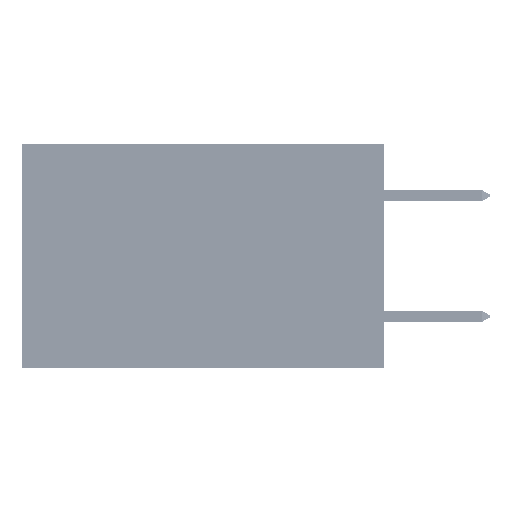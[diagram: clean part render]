
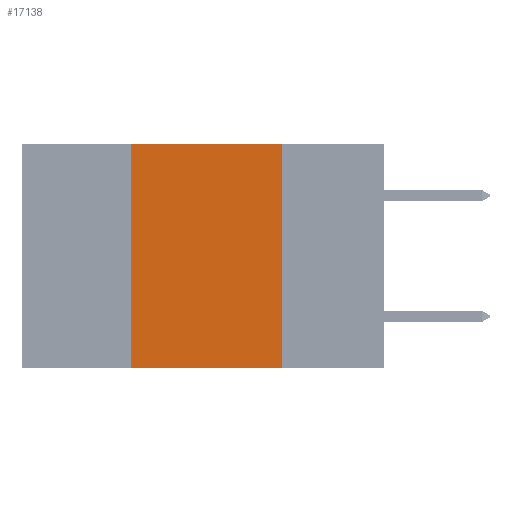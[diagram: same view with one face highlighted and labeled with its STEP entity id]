
A CAD part, left-side view. The second image highlights one B-rep face of the part: STEP entity #17138.
In plain terms, the highlighted planar face has unit normal (-1, 0, 0).
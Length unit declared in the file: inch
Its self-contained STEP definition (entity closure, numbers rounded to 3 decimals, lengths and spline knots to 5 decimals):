
#2316 = VERTEX_POINT ( 'NONE', #46346 ) ;
#3107 = CARTESIAN_POINT ( 'NONE',  ( 0., 0.17, -0.37 ) ) ;
#6438 = LINE ( 'NONE', #46568, #18779 ) ;
#6938 = EDGE_LOOP ( 'NONE', ( #7459, #31714, #29065, #20417 ) ) ;
#7355 = DIRECTION ( 'NONE',  ( 0., -1., 0. ) ) ;
#7459 = ORIENTED_EDGE ( 'NONE', *, *, #10384, .F. ) ;
#7929 = VERTEX_POINT ( 'NONE', #10875 ) ;
#9051 = DIRECTION ( 'NONE',  ( 0., 0., 1. ) ) ;
#9541 = PLANE ( 'NONE',  #21317 ) ;
#10384 = EDGE_CURVE ( 'NONE', #39818, #27518, #6438, .T. ) ;
#10875 = CARTESIAN_POINT ( 'NONE',  ( 0., 0.42, -0.37 ) ) ;
#11606 = CARTESIAN_POINT ( 'NONE',  ( 0., 0.6, -0.37 ) ) ;
#16849 = CARTESIAN_POINT ( 'NONE',  ( 0., 0.6, 0. ) ) ;
#17138 = ADVANCED_FACE ( 'NONE', ( #27469 ), #9541, .F. ) ;
#17291 = DIRECTION ( 'NONE',  ( 0., 0., -1. ) ) ;
#17719 = DIRECTION ( 'NONE',  ( 1., 0., 0. ) ) ;
#18779 = VECTOR ( 'NONE', #17291, 39.37008 ) ;
#20417 = ORIENTED_EDGE ( 'NONE', *, *, #27678, .T. ) ;
#21317 = AXIS2_PLACEMENT_3D ( 'NONE', #16849, #17719, #32101 ) ;
#22149 = LINE ( 'NONE', #22381, #24745 ) ;
#22381 = CARTESIAN_POINT ( 'NONE',  ( 0., 0.6, 0. ) ) ;
#24079 = CARTESIAN_POINT ( 'NONE',  ( 0., 0.17, 0. ) ) ;
#24745 = VECTOR ( 'NONE', #25918, 39.37008 ) ;
#25918 = DIRECTION ( 'NONE',  ( 0., -1., 0. ) ) ;
#27469 = FACE_OUTER_BOUND ( 'NONE', #6938, .T. ) ;
#27518 = VERTEX_POINT ( 'NONE', #3107 ) ;
#27678 = EDGE_CURVE ( 'NONE', #7929, #27518, #32612, .T. ) ;
#29065 = ORIENTED_EDGE ( 'NONE', *, *, #33661, .F. ) ;
#31714 = ORIENTED_EDGE ( 'NONE', *, *, #43931, .F. ) ;
#32101 = DIRECTION ( 'NONE',  ( 0., 0., -1. ) ) ;
#32612 = LINE ( 'NONE', #11606, #32925 ) ;
#32925 = VECTOR ( 'NONE', #7355, 39.37008 ) ;
#33661 = EDGE_CURVE ( 'NONE', #7929, #2316, #34293, .T. ) ;
#34293 = LINE ( 'NONE', #41385, #43448 ) ;
#39818 = VERTEX_POINT ( 'NONE', #24079 ) ;
#41385 = CARTESIAN_POINT ( 'NONE',  ( 0., 0.42, 0. ) ) ;
#43448 = VECTOR ( 'NONE', #9051, 39.37008 ) ;
#43931 = EDGE_CURVE ( 'NONE', #2316, #39818, #22149, .T. ) ;
#46346 = CARTESIAN_POINT ( 'NONE',  ( 0., 0.42, 0. ) ) ;
#46568 = CARTESIAN_POINT ( 'NONE',  ( 0., 0.17, 0. ) ) ;
